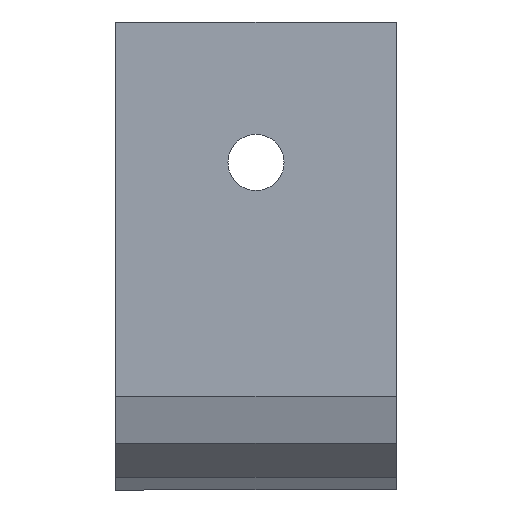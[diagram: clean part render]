
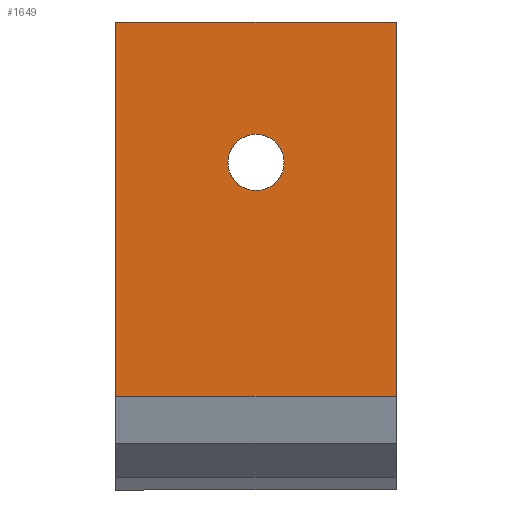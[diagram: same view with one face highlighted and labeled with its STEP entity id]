
A CAD part, front view. The second image highlights one B-rep face of the part: STEP entity #1649.
In plain terms, the highlighted planar face has unit normal (0, -1, 0).
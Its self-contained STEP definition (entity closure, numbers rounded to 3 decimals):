
#472 = PLANE('',#473);
#473 = AXIS2_PLACEMENT_3D('',#474,#475,#476);
#474 = CARTESIAN_POINT('',(470.,4074.918,24.918));
#475 = DIRECTION('',(-1.,0.,-0.));
#476 = DIRECTION('',(0.,1.,0.));
#528 = PLANE('',#529);
#529 = AXIS2_PLACEMENT_3D('',#530,#531,#532);
#530 = CARTESIAN_POINT('',(530.,4074.918,24.918));
#531 = DIRECTION('',(1.,0.,0.));
#532 = DIRECTION('',(0.,-1.,0.));
#887 = VERTEX_POINT('',#888);
#888 = CARTESIAN_POINT('',(470.,4000.,20.));
#902 = PLANE('',#903);
#903 = AXIS2_PLACEMENT_3D('',#904,#905,#906);
#904 = CARTESIAN_POINT('',(500.,4001.34,15.));
#905 = DIRECTION('',(0.,-0.966,-0.259
    ));
#906 = DIRECTION('',(0.,0.259,-0.966));
#914 = EDGE_CURVE('',#887,#915,#917,.T.);
#915 = VERTEX_POINT('',#916);
#916 = CARTESIAN_POINT('',(470.,4000.,100.));
#917 = SURFACE_CURVE('',#918,(#922,#929),.PCURVE_S1.);
#918 = LINE('',#919,#920);
#919 = CARTESIAN_POINT('',(470.,4000.,20.));
#920 = VECTOR('',#921,1.);
#921 = DIRECTION('',(0.,0.,1.));
#922 = PCURVE('',#472,#923);
#923 = DEFINITIONAL_REPRESENTATION('',(#924),#928);
#924 = LINE('',#925,#926);
#925 = CARTESIAN_POINT('',(-74.918,4.918));
#926 = VECTOR('',#927,1.);
#927 = DIRECTION('',(0.,-1.));
#928 = ( GEOMETRIC_REPRESENTATION_CONTEXT(2) 
PARAMETRIC_REPRESENTATION_CONTEXT() REPRESENTATION_CONTEXT('2D SPACE',''
  ) );
#929 = PCURVE('',#930,#935);
#930 = PLANE('',#931);
#931 = AXIS2_PLACEMENT_3D('',#932,#933,#934);
#932 = CARTESIAN_POINT('',(500.,4000.,60.));
#933 = DIRECTION('',(0.,-1.,0.));
#934 = DIRECTION('',(1.,0.,0.));
#935 = DEFINITIONAL_REPRESENTATION('',(#936),#940);
#936 = LINE('',#937,#938);
#937 = CARTESIAN_POINT('',(-30.,-40.));
#938 = VECTOR('',#939,1.);
#939 = DIRECTION('',(0.,1.));
#940 = ( GEOMETRIC_REPRESENTATION_CONTEXT(2) 
PARAMETRIC_REPRESENTATION_CONTEXT() REPRESENTATION_CONTEXT('2D SPACE',''
  ) );
#956 = PLANE('',#957);
#957 = AXIS2_PLACEMENT_3D('',#958,#959,#960);
#958 = CARTESIAN_POINT('',(500.,4005.,100.));
#959 = DIRECTION('',(0.,0.,1.));
#960 = DIRECTION('',(-1.,-0.,0.));
#1069 = EDGE_CURVE('',#1070,#1072,#1074,.T.);
#1070 = VERTEX_POINT('',#1071);
#1071 = CARTESIAN_POINT('',(530.,4000.,20.));
#1072 = VERTEX_POINT('',#1073);
#1073 = CARTESIAN_POINT('',(530.,4000.,100.));
#1074 = SURFACE_CURVE('',#1075,(#1079,#1086),.PCURVE_S1.);
#1075 = LINE('',#1076,#1077);
#1076 = CARTESIAN_POINT('',(530.,4000.,20.));
#1077 = VECTOR('',#1078,1.);
#1078 = DIRECTION('',(0.,0.,1.));
#1079 = PCURVE('',#528,#1080);
#1080 = DEFINITIONAL_REPRESENTATION('',(#1081),#1085);
#1081 = LINE('',#1082,#1083);
#1082 = CARTESIAN_POINT('',(74.918,4.918));
#1083 = VECTOR('',#1084,1.);
#1084 = DIRECTION('',(0.,-1.));
#1085 = ( GEOMETRIC_REPRESENTATION_CONTEXT(2) 
PARAMETRIC_REPRESENTATION_CONTEXT() REPRESENTATION_CONTEXT('2D SPACE',''
  ) );
#1086 = PCURVE('',#930,#1087);
#1087 = DEFINITIONAL_REPRESENTATION('',(#1088),#1092);
#1088 = LINE('',#1089,#1090);
#1089 = CARTESIAN_POINT('',(30.,-40.));
#1090 = VECTOR('',#1091,1.);
#1091 = DIRECTION('',(0.,1.));
#1092 = ( GEOMETRIC_REPRESENTATION_CONTEXT(2) 
PARAMETRIC_REPRESENTATION_CONTEXT() REPRESENTATION_CONTEXT('2D SPACE',''
  ) );
#1488 = CYLINDRICAL_SURFACE('',#1489,6.);
#1489 = AXIS2_PLACEMENT_3D('',#1490,#1491,#1492);
#1490 = CARTESIAN_POINT('',(500.,3999.9,70.));
#1491 = DIRECTION('',(0.,-1.,0.));
#1492 = DIRECTION('',(0.,0.,-1.));
#1628 = EDGE_CURVE('',#1070,#887,#1629,.T.);
#1629 = SURFACE_CURVE('',#1630,(#1634,#1641),.PCURVE_S1.);
#1630 = LINE('',#1631,#1632);
#1631 = CARTESIAN_POINT('',(530.,4000.,20.));
#1632 = VECTOR('',#1633,1.);
#1633 = DIRECTION('',(-1.,-0.,0.));
#1634 = PCURVE('',#902,#1635);
#1635 = DEFINITIONAL_REPRESENTATION('',(#1636),#1640);
#1636 = LINE('',#1637,#1638);
#1637 = CARTESIAN_POINT('',(-5.176,30.));
#1638 = VECTOR('',#1639,1.);
#1639 = DIRECTION('',(0.,-1.));
#1640 = ( GEOMETRIC_REPRESENTATION_CONTEXT(2) 
PARAMETRIC_REPRESENTATION_CONTEXT() REPRESENTATION_CONTEXT('2D SPACE',''
  ) );
#1641 = PCURVE('',#930,#1642);
#1642 = DEFINITIONAL_REPRESENTATION('',(#1643),#1647);
#1643 = LINE('',#1644,#1645);
#1644 = CARTESIAN_POINT('',(30.,-40.));
#1645 = VECTOR('',#1646,1.);
#1646 = DIRECTION('',(-1.,0.));
#1647 = ( GEOMETRIC_REPRESENTATION_CONTEXT(2) 
PARAMETRIC_REPRESENTATION_CONTEXT() REPRESENTATION_CONTEXT('2D SPACE',''
  ) );
#1649 = ADVANCED_FACE('',(#1650,#1676),#930,.T.);
#1650 = FACE_BOUND('',#1651,.T.);
#1651 = EDGE_LOOP('',(#1652,#1653,#1654,#1655));
#1652 = ORIENTED_EDGE('',*,*,#914,.F.);
#1653 = ORIENTED_EDGE('',*,*,#1628,.F.);
#1654 = ORIENTED_EDGE('',*,*,#1069,.T.);
#1655 = ORIENTED_EDGE('',*,*,#1656,.T.);
#1656 = EDGE_CURVE('',#1072,#915,#1657,.T.);
#1657 = SURFACE_CURVE('',#1658,(#1662,#1669),.PCURVE_S1.);
#1658 = LINE('',#1659,#1660);
#1659 = CARTESIAN_POINT('',(530.,4000.,100.));
#1660 = VECTOR('',#1661,1.);
#1661 = DIRECTION('',(-1.,0.,0.));
#1662 = PCURVE('',#930,#1663);
#1663 = DEFINITIONAL_REPRESENTATION('',(#1664),#1668);
#1664 = LINE('',#1665,#1666);
#1665 = CARTESIAN_POINT('',(30.,40.));
#1666 = VECTOR('',#1667,1.);
#1667 = DIRECTION('',(-1.,0.));
#1668 = ( GEOMETRIC_REPRESENTATION_CONTEXT(2) 
PARAMETRIC_REPRESENTATION_CONTEXT() REPRESENTATION_CONTEXT('2D SPACE',''
  ) );
#1669 = PCURVE('',#956,#1670);
#1670 = DEFINITIONAL_REPRESENTATION('',(#1671),#1675);
#1671 = LINE('',#1672,#1673);
#1672 = CARTESIAN_POINT('',(-30.,5.));
#1673 = VECTOR('',#1674,1.);
#1674 = DIRECTION('',(1.,0.));
#1675 = ( GEOMETRIC_REPRESENTATION_CONTEXT(2) 
PARAMETRIC_REPRESENTATION_CONTEXT() REPRESENTATION_CONTEXT('2D SPACE',''
  ) );
#1676 = FACE_BOUND('',#1677,.T.);
#1677 = EDGE_LOOP('',(#1678));
#1678 = ORIENTED_EDGE('',*,*,#1679,.F.);
#1679 = EDGE_CURVE('',#1680,#1680,#1682,.T.);
#1680 = VERTEX_POINT('',#1681);
#1681 = CARTESIAN_POINT('',(500.,4000.,64.));
#1682 = SURFACE_CURVE('',#1683,(#1688,#1695),.PCURVE_S1.);
#1683 = CIRCLE('',#1684,6.);
#1684 = AXIS2_PLACEMENT_3D('',#1685,#1686,#1687);
#1685 = CARTESIAN_POINT('',(500.,4000.,70.));
#1686 = DIRECTION('',(0.,-1.,0.));
#1687 = DIRECTION('',(0.,0.,-1.));
#1688 = PCURVE('',#930,#1689);
#1689 = DEFINITIONAL_REPRESENTATION('',(#1690),#1694);
#1690 = CIRCLE('',#1691,6.);
#1691 = AXIS2_PLACEMENT_2D('',#1692,#1693);
#1692 = CARTESIAN_POINT('',(0.,10.));
#1693 = DIRECTION('',(0.,-1.));
#1694 = ( GEOMETRIC_REPRESENTATION_CONTEXT(2) 
PARAMETRIC_REPRESENTATION_CONTEXT() REPRESENTATION_CONTEXT('2D SPACE',''
  ) );
#1695 = PCURVE('',#1488,#1696);
#1696 = DEFINITIONAL_REPRESENTATION('',(#1697),#1700);
#1697 = B_SPLINE_CURVE_WITH_KNOTS('',1,(#1698,#1699),.UNSPECIFIED.,.F.,
  .F.,(2,2),(0.,6.283),.PIECEWISE_BEZIER_KNOTS.);
#1698 = CARTESIAN_POINT('',(-6.283,-0.1));
#1699 = CARTESIAN_POINT('',(0.,-0.1));
#1700 = ( GEOMETRIC_REPRESENTATION_CONTEXT(2) 
PARAMETRIC_REPRESENTATION_CONTEXT() REPRESENTATION_CONTEXT('2D SPACE',''
  ) );
